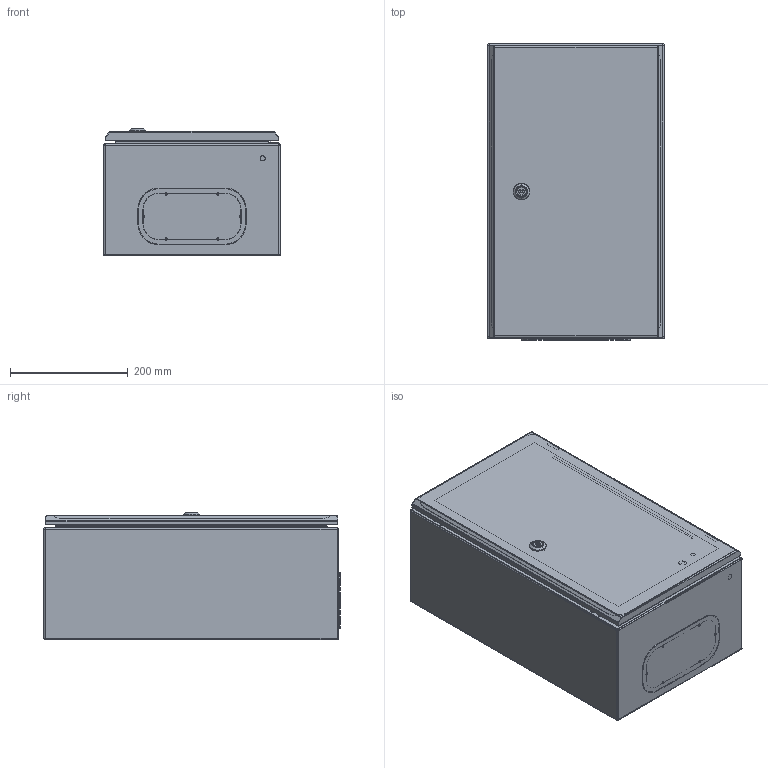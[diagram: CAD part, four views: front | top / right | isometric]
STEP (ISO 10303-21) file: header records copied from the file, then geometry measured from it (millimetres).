
FILE_DESCRIPTION (( 'STEP AP203' ), '1' );
FILE_NAME ('RH_352.STEP', '2019-05-23T13:23:15', ( '' ), ( '' ), 'SwSTEP 2.0', 'SolidWorks 2012', '' );
FILE_SCHEMA (( 'CONFIG_CONTROL_DESIGN' ));
Length unit declared in the file: millimetre
Products named in the file (15): FH-M8-20-STCu; RH_352; Zawias_skrzynki_RH; RH_GR1-Uziemienie; RH_GR1-RHdrzwi_35; RH-Dekiel_Dekiel182x95; RH_GR1-Flange322; RH_GR1-PT-M6-15-StCu; RH_GR1-RH_zawias_drzwi; RH_GR1-UszczelkaRH_35; RH_GR1-RHdrzwibl_35; FH-M8-40-STCu; RH_GR1-ZAMEK IP 65; RH__RHSS_GR1_PM_35; RH_Korpus_uproszczony_RH 352 Korpus
Assembly tree (20 placements, depth 3):
  RH_352
    RH_Korpus_uproszczony_RH 352 Korpus
    FH-M8-40-STCu  x4
    RH__RHSS_GR1_PM_35
    RH_GR1-RHdrzwi_35
      RH_GR1-RHdrzwibl_35
      RH_GR1-ZAMEK IP 65
      RH_GR1-RH_zawias_drzwi  x2
      RH_GR1-UszczelkaRH_35
      RH_GR1-Flange322
      RH_GR1-PT-M6-15-StCu
      RH_GR1-Uziemienie
    RH-Dekiel_Dekiel182x95
    Zawias_skrzynki_RH  x2
    FH-M8-20-STCu  x2
Bounding box: 300 x 502.7 x 215.91 mm (x, y, z)
Volume: 1288242.7 mm3; surface area: 1715600.6 mm2
Topology: 24 solids, 25 shells, 918 faces, 2422 edges, 1547 vertices
Faces by surface type: plane 364, cylinder 292, bspline 129, cone 77, torus 40, sphere 16
Entity records: 34891 total; most frequent: CARTESIAN_POINT 13007, ORIENTED_EDGE 4454, DIRECTION 3943, EDGE_CURVE 2227, AXIS2_PLACEMENT_3D 1469, VERTEX_POINT 1435, LINE 1005, VECTOR 1005
